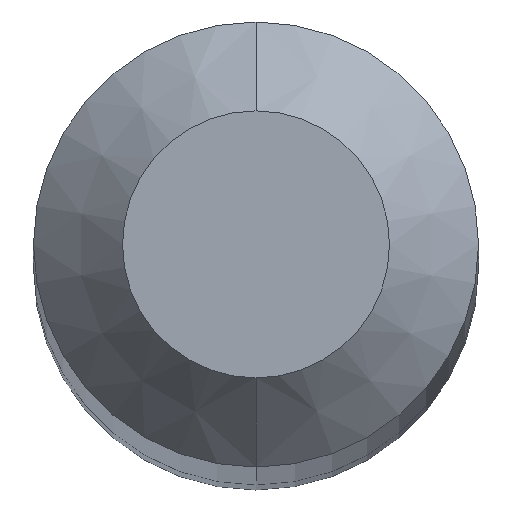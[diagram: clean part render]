
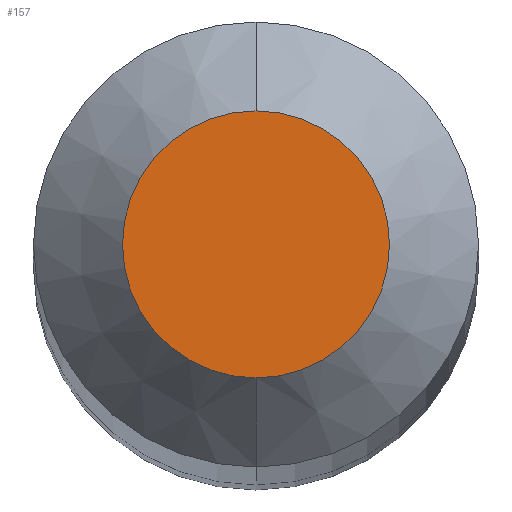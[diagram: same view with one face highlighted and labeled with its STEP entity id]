
A CAD part, top view. The second image highlights one B-rep face of the part: STEP entity #157.
In plain terms, the highlighted planar face has unit normal (0, 0, 1).
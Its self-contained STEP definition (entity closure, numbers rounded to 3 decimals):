
#2 = ORIENTED_EDGE ( 'NONE', *, *, #92, .F. ) ;
#14 = FACE_OUTER_BOUND ( 'NONE', #156, .T. ) ;
#36 = CARTESIAN_POINT ( 'NONE',  ( 0., 0., 30. ) ) ;
#42 = DIRECTION ( 'NONE',  ( 0., 0., -1. ) ) ;
#45 = DIRECTION ( 'NONE',  ( 0., 1., 0. ) ) ;
#67 = DIRECTION ( 'NONE',  ( 0., 1., 0. ) ) ;
#82 = EDGE_CURVE ( 'NONE', #287, #135, #249, .T. ) ;
#87 = CARTESIAN_POINT ( 'NONE',  ( 0., 0., 30. ) ) ;
#89 = PLANE ( 'NONE',  #214 ) ;
#92 = EDGE_CURVE ( 'NONE', #135, #287, #184, .T. ) ;
#94 = DIRECTION ( 'NONE',  ( 0., 0., -1. ) ) ;
#135 = VERTEX_POINT ( 'NONE', #216 ) ;
#156 = EDGE_LOOP ( 'NONE', ( #194, #2 ) ) ;
#157 = ADVANCED_FACE ( 'NONE', ( #14 ), #89, .F. ) ;
#179 = DIRECTION ( 'NONE',  ( 0., 0., -1. ) ) ;
#184 = CIRCLE ( 'NONE', #278, 0.3 ) ;
#194 = ORIENTED_EDGE ( 'NONE', *, *, #82, .F. ) ;
#206 = CARTESIAN_POINT ( 'NONE',  ( 0., 0.3, 30. ) ) ;
#214 = AXIS2_PLACEMENT_3D ( 'NONE', #87, #42, #288 ) ;
#216 = CARTESIAN_POINT ( 'NONE',  ( 0., -0.3, 30. ) ) ;
#249 = CIRCLE ( 'NONE', #295, 0.3 ) ;
#258 = CARTESIAN_POINT ( 'NONE',  ( 0., 0., 30. ) ) ;
#278 = AXIS2_PLACEMENT_3D ( 'NONE', #258, #94, #45 ) ;
#287 = VERTEX_POINT ( 'NONE', #206 ) ;
#288 = DIRECTION ( 'NONE',  ( 0., 1., 0. ) ) ;
#295 = AXIS2_PLACEMENT_3D ( 'NONE', #36, #179, #67 ) ;
